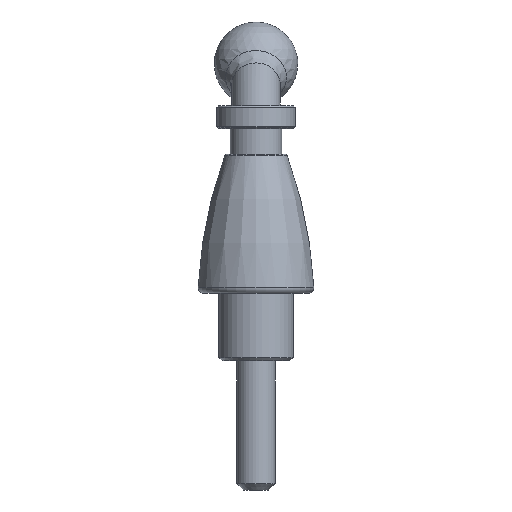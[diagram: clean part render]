
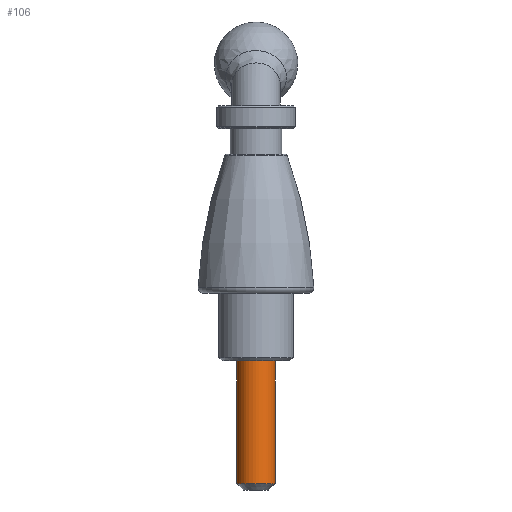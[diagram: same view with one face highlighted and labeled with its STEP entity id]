
A CAD part, left-side view. The second image highlights one B-rep face of the part: STEP entity #106.
In plain terms, the highlighted cylindrical face has radius 3 mm (diameter 6 mm), a full revolution.
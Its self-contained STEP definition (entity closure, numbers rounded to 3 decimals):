
#106 = ADVANCED_FACE( '', ( #231, #232 ), #233, .T. );
#231 = FACE_OUTER_BOUND( '', #1846, .T. );
#232 = FACE_OUTER_BOUND( '', #1847, .T. );
#233 = CYLINDRICAL_SURFACE( '', #1848, 3. );
#1846 = EDGE_LOOP( '', ( #2002 ) );
#1847 = EDGE_LOOP( '', ( #2003 ) );
#1848 = AXIS2_PLACEMENT_3D( '', #2004, #2005, #2006 );
#2002 = ORIENTED_EDGE( '', *, *, #2045, .T. );
#2003 = ORIENTED_EDGE( '', *, *, #2052, .T. );
#2004 = CARTESIAN_POINT( '', ( 0., 0., -20. ) );
#2005 = DIRECTION( '', ( 0., 0., -1. ) );
#2006 = DIRECTION( '', ( 1., 0., 0. ) );
#2045 = EDGE_CURVE( '', #2121, #2121, #2122, .F. );
#2052 = EDGE_CURVE( '', #2132, #2132, #2133, .F. );
#2121 = VERTEX_POINT( '', #3059 );
#2122 = CIRCLE( '', #3060, 3. );
#2132 = VERTEX_POINT( '', #3070 );
#2133 = CIRCLE( '', #3071, 3. );
#3059 = CARTESIAN_POINT( '', ( -3., 0., -19. ) );
#3060 = AXIS2_PLACEMENT_3D( '', #3133, #3134, #3135 );
#3070 = CARTESIAN_POINT( '', ( 3., 0., 0. ) );
#3071 = AXIS2_PLACEMENT_3D( '', #3145, #3146, #3147 );
#3133 = CARTESIAN_POINT( '', ( 0., 0., -19. ) );
#3134 = DIRECTION( '', ( 0., 0., -1. ) );
#3135 = DIRECTION( '', ( -1., 0., 0. ) );
#3145 = CARTESIAN_POINT( '', ( 0., 0., 0. ) );
#3146 = DIRECTION( '', ( 0., 0., 1. ) );
#3147 = DIRECTION( '', ( 1., 0., 0. ) );
